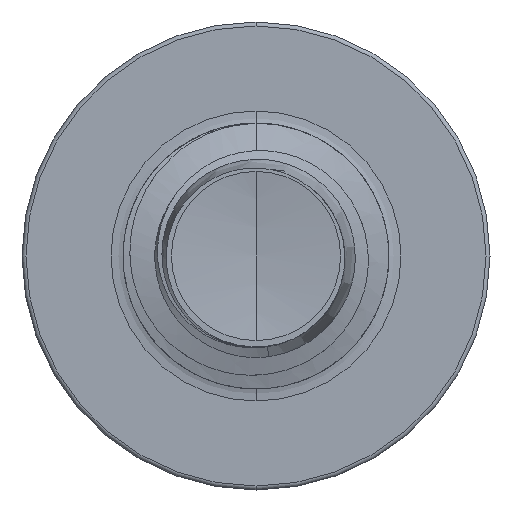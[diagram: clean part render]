
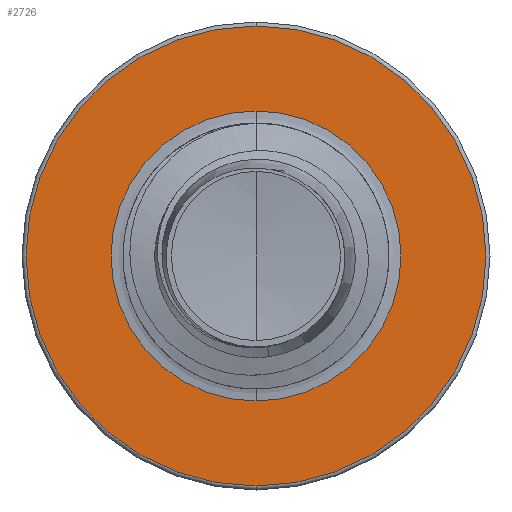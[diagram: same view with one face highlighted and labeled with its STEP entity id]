
A CAD part, front view. The second image highlights one B-rep face of the part: STEP entity #2726.
In plain terms, the highlighted planar face has unit normal (0, -1, 0).
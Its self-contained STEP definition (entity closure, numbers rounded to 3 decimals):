
#227 = AXIS2_PLACEMENT_3D ( 'NONE', #5980, #12832, #7102 ) ;
#624 = CARTESIAN_POINT ( 'NONE',  ( 0., 5., -1.363 ) ) ;
#737 = DIRECTION ( 'NONE',  ( 0., 0., 1. ) ) ;
#896 = CARTESIAN_POINT ( 'NONE',  ( 0., 5., -1.363 ) ) ;
#1097 = CIRCLE ( 'NONE', #6864, 2.163 ) ;
#1712 = AXIS2_PLACEMENT_3D ( 'NONE', #10052, #3573, #11005 ) ;
#2695 = EDGE_LOOP ( 'NONE', ( #6771, #6423 ) ) ;
#2726 = ADVANCED_FACE ( 'NONE', ( #9461, #9141 ), #6674, .F. ) ;
#3573 = DIRECTION ( 'NONE',  ( 0., 1., 0. ) ) ;
#3822 = AXIS2_PLACEMENT_3D ( 'NONE', #11121, #4967, #11996 ) ;
#4088 = CARTESIAN_POINT ( 'NONE',  ( 0., 5., 0. ) ) ;
#4557 = ORIENTED_EDGE ( 'NONE', *, *, #12285, .T. ) ;
#4967 = DIRECTION ( 'NONE',  ( 0., 1., 0. ) ) ;
#5161 = VERTEX_POINT ( 'NONE', #624 ) ;
#5298 = DIRECTION ( 'NONE',  ( 0., 0., 1. ) ) ;
#5980 = CARTESIAN_POINT ( 'NONE',  ( 0., 5., 0. ) ) ;
#6022 = DIRECTION ( 'NONE',  ( 0., 1., 0. ) ) ;
#6423 = ORIENTED_EDGE ( 'NONE', *, *, #12298, .F. ) ;
#6674 = PLANE ( 'NONE',  #8674 ) ;
#6771 = ORIENTED_EDGE ( 'NONE', *, *, #9533, .F. ) ;
#6784 = EDGE_LOOP ( 'NONE', ( #4557, #10956 ) ) ;
#6864 = AXIS2_PLACEMENT_3D ( 'NONE', #4088, #11395, #5298 ) ;
#7102 = DIRECTION ( 'NONE',  ( 0., 0., 1. ) ) ;
#7731 = CIRCLE ( 'NONE', #227, 2.163 ) ;
#7791 = VERTEX_POINT ( 'NONE', #9337 ) ;
#8367 = CIRCLE ( 'NONE', #1712, 1.363 ) ;
#8379 = CARTESIAN_POINT ( 'NONE',  ( 0., 5., 1.363 ) ) ;
#8674 = AXIS2_PLACEMENT_3D ( 'NONE', #896, #6022, #737 ) ;
#9141 = FACE_BOUND ( 'NONE', #6784, .T. ) ;
#9337 = CARTESIAN_POINT ( 'NONE',  ( 0., 5., 2.163 ) ) ;
#9461 = FACE_OUTER_BOUND ( 'NONE', #2695, .T. ) ;
#9533 = EDGE_CURVE ( 'NONE', #7791, #13440, #1097, .T. ) ;
#10052 = CARTESIAN_POINT ( 'NONE',  ( 0., 5., 0. ) ) ;
#10454 = EDGE_CURVE ( 'NONE', #5161, #13611, #11602, .T. ) ;
#10956 = ORIENTED_EDGE ( 'NONE', *, *, #10454, .T. ) ;
#11005 = DIRECTION ( 'NONE',  ( 0., 0., 1. ) ) ;
#11121 = CARTESIAN_POINT ( 'NONE',  ( 0., 5., 0. ) ) ;
#11395 = DIRECTION ( 'NONE',  ( 0., 1., 0. ) ) ;
#11602 = CIRCLE ( 'NONE', #3822, 1.363 ) ;
#11919 = CARTESIAN_POINT ( 'NONE',  ( 0., 5., -2.162 ) ) ;
#11996 = DIRECTION ( 'NONE',  ( 0., 0., 1. ) ) ;
#12285 = EDGE_CURVE ( 'NONE', #13611, #5161, #8367, .T. ) ;
#12298 = EDGE_CURVE ( 'NONE', #13440, #7791, #7731, .T. ) ;
#12832 = DIRECTION ( 'NONE',  ( 0., 1., 0. ) ) ;
#13440 = VERTEX_POINT ( 'NONE', #11919 ) ;
#13611 = VERTEX_POINT ( 'NONE', #8379 ) ;
